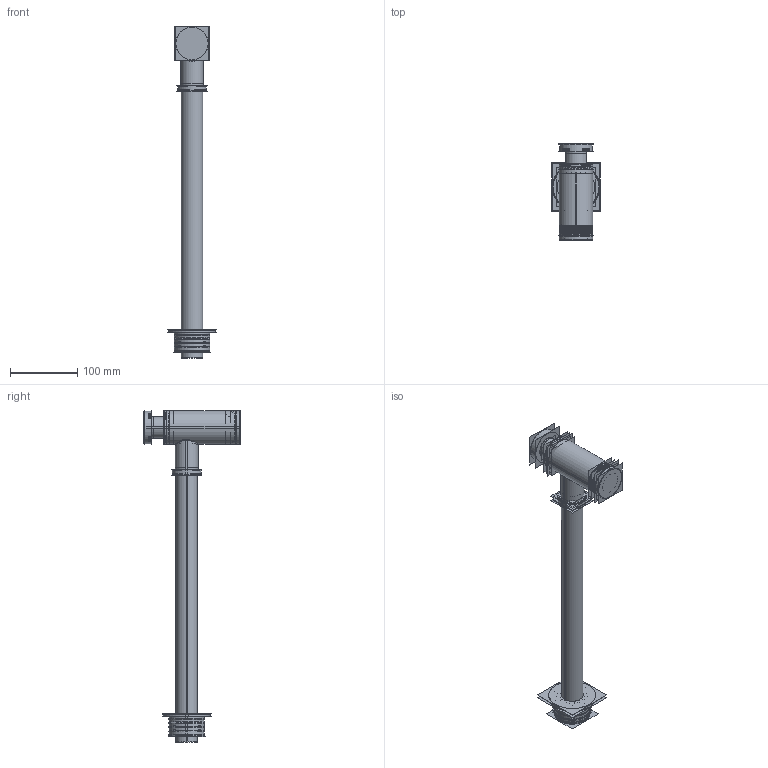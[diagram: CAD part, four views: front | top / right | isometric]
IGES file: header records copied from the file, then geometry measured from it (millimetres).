
Start section:  PTC IGES file: a45124_asm.igs
Global section: file name: a45124_asm.igs; native system: Creo Parametric by PTC Inc.; preprocessor: 2018300; author: kazem.moradi; organization: Unknown; date: 20211014.083117; units: millimetre
Bounding box: 72.8 x 144.18 x 494.03 mm (x, y, z)
Surface area: 393465.6 mm2 (no closed solid volume)
Topology: 0 solids, 0 shells, 569 faces, 7281 edges, 9587 vertices
Faces by surface type: revolution 389, bspline 180
